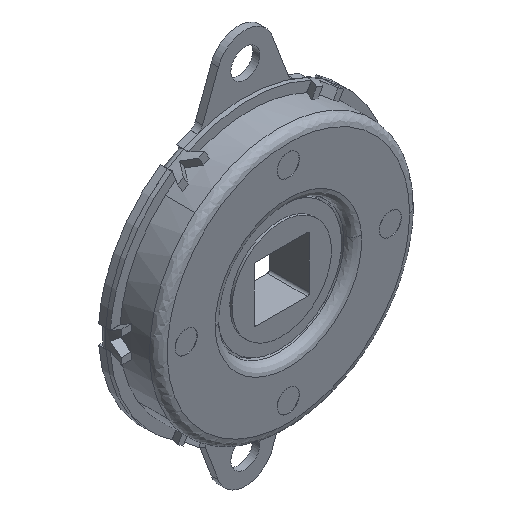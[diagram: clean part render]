
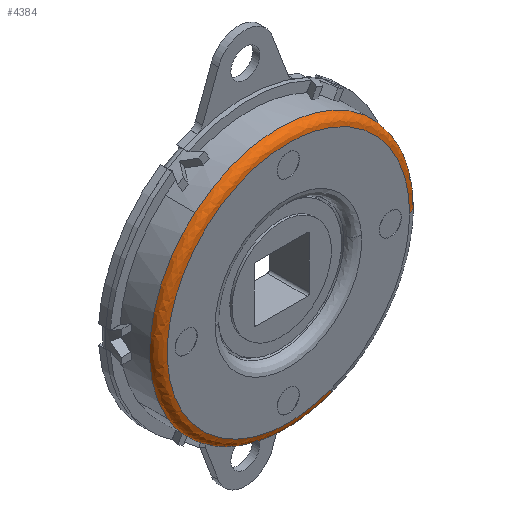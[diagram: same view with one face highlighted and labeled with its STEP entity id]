
A CAD part, isometric view. The second image highlights one B-rep face of the part: STEP entity #4384.
In plain terms, the highlighted free-form (B-spline) face has degree [2, 2] with [9, 3] control points.
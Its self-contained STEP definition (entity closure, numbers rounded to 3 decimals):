
#2353=CARTESIAN_POINT('',(-25.246,-9.3,-14.871));
#2354=VERTEX_POINT('',#2353);
#2355=CARTESIAN_POINT('',(-19.049,-9.3,22.263));
#2356=VERTEX_POINT('',#2355);
#2357=CARTESIAN_POINT('',(-25.246,-9.3,-14.871));
#2358=CARTESIAN_POINT('',(-29.3,-9.3,-7.988));
#2359=CARTESIAN_POINT('',(-29.3,-9.3,0.));
#2360=CARTESIAN_POINT('',(-29.3,-9.3,13.491));
#2361=CARTESIAN_POINT('',(-19.049,-9.3,22.263));
#2369=(BOUNDED_CURVE()B_SPLINE_CURVE(2,(#2357,#2358,#2359,#2360,#2361),.UNSPECIFIED.,.F.,.U.)B_SPLINE_CURVE_WITH_KNOTS((3,2,3),(0.663,0.75,0.887),.UNSPECIFIED.)CURVE()GEOMETRIC_REPRESENTATION_ITEM()RATIONAL_B_SPLINE_CURVE((0.867,0.899,1.0,0.84,0.855))REPRESENTATION_ITEM(''));
#2370=EDGE_CURVE('',#2354,#2356,#2369,.T.);
#2724=CARTESIAN_POINT('',(0.0,-9.3,29.3));
#2725=VERTEX_POINT('',#2724);
#2726=CARTESIAN_POINT('',(-19.049,-9.3,22.263));
#2727=CARTESIAN_POINT('',(-10.824,-9.3,29.3));
#2728=CARTESIAN_POINT('',(0.0,-9.3,29.3));
#2736=(BOUNDED_CURVE()B_SPLINE_CURVE(2,(#2726,#2727,#2728),.UNSPECIFIED.,.F.,.U.)B_SPLINE_CURVE_WITH_KNOTS((3,3),(0.887,1.0),.UNSPECIFIED.)CURVE()GEOMETRIC_REPRESENTATION_ITEM()RATIONAL_B_SPLINE_CURVE((0.855,0.867,1.0))REPRESENTATION_ITEM(''));
#2737=EDGE_CURVE('',#2356,#2725,#2736,.T.);
#2739=CARTESIAN_POINT('',(29.3,-9.3,0.));
#2740=VERTEX_POINT('',#2739);
#2741=CARTESIAN_POINT('',(0.0,-9.3,29.3));
#2742=CARTESIAN_POINT('',(29.3,-9.3,29.3));
#2743=CARTESIAN_POINT('',(29.3,-9.3,0.));
#2751=(BOUNDED_CURVE()B_SPLINE_CURVE(2,(#2741,#2742,#2743),.UNSPECIFIED.,.F.,.U.)B_SPLINE_CURVE_WITH_KNOTS((3,3),(0.0,0.25),.UNSPECIFIED.)CURVE()GEOMETRIC_REPRESENTATION_ITEM()RATIONAL_B_SPLINE_CURVE((1.0,0.707,1.0))REPRESENTATION_ITEM(''));
#2752=EDGE_CURVE('',#2725,#2740,#2751,.T.);
#2754=CARTESIAN_POINT('',(10.352,-9.3,-27.41));
#2755=VERTEX_POINT('',#2754);
#2769=CARTESIAN_POINT('',(0.0,-9.3,-29.3));
#2770=VERTEX_POINT('',#2769);
#2771=CARTESIAN_POINT('',(10.352,-9.3,-27.41));
#2772=CARTESIAN_POINT('',(5.348,-9.3,-29.3));
#2773=CARTESIAN_POINT('',(0.0,-9.3,-29.3));
#2781=(BOUNDED_CURVE()B_SPLINE_CURVE(2,(#2771,#2772,#2773),.UNSPECIFIED.,.F.,.U.)B_SPLINE_CURVE_WITH_KNOTS((3,3),(0.44,0.5),.UNSPECIFIED.)CURVE()GEOMETRIC_REPRESENTATION_ITEM()RATIONAL_B_SPLINE_CURVE((0.893,0.93,1.0))REPRESENTATION_ITEM(''));
#2782=EDGE_CURVE('',#2755,#2770,#2781,.T.);
#2784=CARTESIAN_POINT('',(0.0,-9.3,-29.3));
#2785=CARTESIAN_POINT('',(-16.746,-9.3,-29.3));
#2786=CARTESIAN_POINT('',(-25.246,-9.3,-14.871));
#2794=(BOUNDED_CURVE()B_SPLINE_CURVE(2,(#2784,#2785,#2786),.UNSPECIFIED.,.F.,.U.)B_SPLINE_CURVE_WITH_KNOTS((3,3),(0.5,0.663),.UNSPECIFIED.)CURVE()GEOMETRIC_REPRESENTATION_ITEM()RATIONAL_B_SPLINE_CURVE((1.0,0.809,0.867))REPRESENTATION_ITEM(''));
#2795=EDGE_CURVE('',#2770,#2354,#2794,.T.);
#4267=CARTESIAN_POINT('',(9.596,-11.295,-25.41));
#4268=CARTESIAN_POINT('',(4.958,-11.295,-27.161));
#4269=CARTESIAN_POINT('',(0.,-11.295,-27.161));
#4270=CARTESIAN_POINT('',(-27.161,-11.295,-27.161));
#4271=CARTESIAN_POINT('',(-27.161,-11.295,0.));
#4272=CARTESIAN_POINT('',(-27.161,-11.295,27.161));
#4273=CARTESIAN_POINT('',(0.,-11.295,27.161));
#4274=CARTESIAN_POINT('',(27.161,-11.295,27.161));
#4275=CARTESIAN_POINT('',(27.161,-11.295,0.));
#4276=CARTESIAN_POINT('',(10.407,-11.455,-27.556));
#4277=CARTESIAN_POINT('',(5.377,-11.455,-29.455));
#4278=CARTESIAN_POINT('',(0.,-11.455,-29.455));
#4279=CARTESIAN_POINT('',(-29.455,-11.455,-29.455));
#4280=CARTESIAN_POINT('',(-29.455,-11.455,0.));
#4281=CARTESIAN_POINT('',(-29.455,-11.455,29.455));
#4282=CARTESIAN_POINT('',(0.,-11.455,29.455));
#4283=CARTESIAN_POINT('',(29.455,-11.455,29.455));
#4284=CARTESIAN_POINT('',(29.455,-11.455,0.));
#4285=CARTESIAN_POINT('',(10.35,-9.161,-27.406));
#4286=CARTESIAN_POINT('',(5.347,-9.161,-29.295));
#4287=CARTESIAN_POINT('',(0.,-9.161,-29.295));
#4288=CARTESIAN_POINT('',(-29.295,-9.161,-29.295));
#4289=CARTESIAN_POINT('',(-29.295,-9.161,0.));
#4290=CARTESIAN_POINT('',(-29.295,-9.161,29.295));
#4291=CARTESIAN_POINT('',(0.,-9.161,29.295));
#4292=CARTESIAN_POINT('',(29.295,-9.161,29.295));
#4293=CARTESIAN_POINT('',(29.295,-9.161,0.));
#4301=(BOUNDED_SURFACE()B_SPLINE_SURFACE(2,2,((#4267,#4276,#4285),(#4268,#4277,#4286),(#4269,#4278,#4287),(#4270,#4279,#4288),(#4271,#4280,#4289),(#4272,#4281,#4290),(#4273,#4282,#4291),(#4274,#4283,#4292),(#4275,#4284,#4293)),.UNSPECIFIED.,.F.,.F.,.U.)B_SPLINE_SURFACE_WITH_KNOTS((3,2,2,2,3),(3,3),(0.0,11.649,60.187,108.725,157.262),(0.0,3.645),.UNSPECIFIED.)GEOMETRIC_REPRESENTATION_ITEM()RATIONAL_B_SPLINE_SURFACE(((0.818,0.535,0.814),(0.852,0.557,0.847),(0.916,0.599,0.911),(0.648,0.424,0.644),(0.916,0.599,0.911),(0.648,0.424,0.644),(0.916,0.599,0.911),(0.648,0.424,0.644),(0.916,0.599,0.911)))REPRESENTATION_ITEM('')SURFACE());
#4302=CARTESIAN_POINT('',(0.0,-11.3,-27.3));
#4303=VERTEX_POINT('',#4302);
#4304=CARTESIAN_POINT('',(9.645,-11.3,-25.539));
#4305=VERTEX_POINT('',#4304);
#4306=CARTESIAN_POINT('',(0.0,-11.3,-27.3));
#4307=CARTESIAN_POINT('',(4.983,-11.3,-27.3));
#4308=CARTESIAN_POINT('',(9.645,-11.3,-25.539));
#4316=(BOUNDED_CURVE()B_SPLINE_CURVE(2,(#4306,#4307,#4308),.UNSPECIFIED.,.F.,.U.)B_SPLINE_CURVE_WITH_KNOTS((3,3),(0.5,0.56),.UNSPECIFIED.)CURVE()GEOMETRIC_REPRESENTATION_ITEM()RATIONAL_B_SPLINE_CURVE((1.0,0.93,0.893))REPRESENTATION_ITEM(''));
#4317=EDGE_CURVE('',#4303,#4305,#4316,.T.);
#4318=ORIENTED_EDGE('',*,*,#4317,.F.);
#4319=CARTESIAN_POINT('',(0.0,-11.3,27.3));
#4320=VERTEX_POINT('',#4319);
#4321=CARTESIAN_POINT('',(0.0,-11.3,27.3));
#4322=CARTESIAN_POINT('',(-27.3,-11.3,27.3));
#4323=CARTESIAN_POINT('',(-27.3,-11.3,0.));
#4324=CARTESIAN_POINT('',(-27.3,-11.3,-27.3));
#4325=CARTESIAN_POINT('',(0.0,-11.3,-27.3));
#4333=(BOUNDED_CURVE()B_SPLINE_CURVE(2,(#4321,#4322,#4323,#4324,#4325),.UNSPECIFIED.,.F.,.U.)B_SPLINE_CURVE_WITH_KNOTS((3,2,3),(0.0,0.25,0.5),.UNSPECIFIED.)CURVE()GEOMETRIC_REPRESENTATION_ITEM()RATIONAL_B_SPLINE_CURVE((1.0,0.707,1.0,0.707,1.0))REPRESENTATION_ITEM(''));
#4334=EDGE_CURVE('',#4320,#4303,#4333,.T.);
#4335=ORIENTED_EDGE('',*,*,#4334,.F.);
#4336=CARTESIAN_POINT('',(27.3,-11.3,0.));
#4337=VERTEX_POINT('',#4336);
#4338=CARTESIAN_POINT('',(27.3,-11.3,0.));
#4339=CARTESIAN_POINT('',(27.3,-11.3,27.3));
#4340=CARTESIAN_POINT('',(0.0,-11.3,27.3));
#4348=(BOUNDED_CURVE()B_SPLINE_CURVE(2,(#4338,#4339,#4340),.UNSPECIFIED.,.F.,.U.)B_SPLINE_CURVE_WITH_KNOTS((3,3),(0.75,1.0),.UNSPECIFIED.)CURVE()GEOMETRIC_REPRESENTATION_ITEM()RATIONAL_B_SPLINE_CURVE((1.,0.707,1.0))REPRESENTATION_ITEM(''));
#4349=EDGE_CURVE('',#4337,#4320,#4348,.T.);
#4350=ORIENTED_EDGE('',*,*,#4349,.F.);
#4351=CARTESIAN_POINT('',(27.3,-11.3,0.));
#4352=CARTESIAN_POINT('',(29.3,-11.3,0.));
#4353=CARTESIAN_POINT('',(29.3,-9.3,0.));
#4361=(BOUNDED_CURVE()B_SPLINE_CURVE(2,(#4351,#4352,#4353),.UNSPECIFIED.,.F.,.U.)B_SPLINE_CURVE_WITH_KNOTS((3,3),(-1.736,-0.277),.UNSPECIFIED.)CURVE()GEOMETRIC_REPRESENTATION_ITEM()RATIONAL_B_SPLINE_CURVE((0.889,0.627,0.884))REPRESENTATION_ITEM(''));
#4362=EDGE_CURVE('',#4337,#2740,#4361,.T.);
#4363=ORIENTED_EDGE('',*,*,#4362,.T.);
#4364=ORIENTED_EDGE('',*,*,#2752,.F.);
#4365=ORIENTED_EDGE('',*,*,#2737,.F.);
#4366=ORIENTED_EDGE('',*,*,#2370,.F.);
#4367=ORIENTED_EDGE('',*,*,#2795,.F.);
#4368=ORIENTED_EDGE('',*,*,#2782,.F.);
#4369=CARTESIAN_POINT('',(9.645,-11.3,-25.539));
#4370=CARTESIAN_POINT('',(10.352,-11.3,-27.41));
#4371=CARTESIAN_POINT('',(10.352,-9.3,-27.41));
#4379=(BOUNDED_CURVE()B_SPLINE_CURVE(2,(#4369,#4370,#4371),.UNSPECIFIED.,.F.,.U.)B_SPLINE_CURVE_WITH_KNOTS((3,3),(-1.736,-0.277),.UNSPECIFIED.)CURVE()GEOMETRIC_REPRESENTATION_ITEM()RATIONAL_B_SPLINE_CURVE((0.794,0.56,0.789))REPRESENTATION_ITEM(''));
#4380=EDGE_CURVE('',#4305,#2755,#4379,.T.);
#4381=ORIENTED_EDGE('',*,*,#4380,.F.);
#4382=EDGE_LOOP('',(#4318,#4335,#4350,#4363,#4364,#4365,#4366,#4367,#4368,#4381));
#4383=FACE_OUTER_BOUND('',#4382,.T.);
#4384=ADVANCED_FACE('',(#4383),#4301,.T.);
